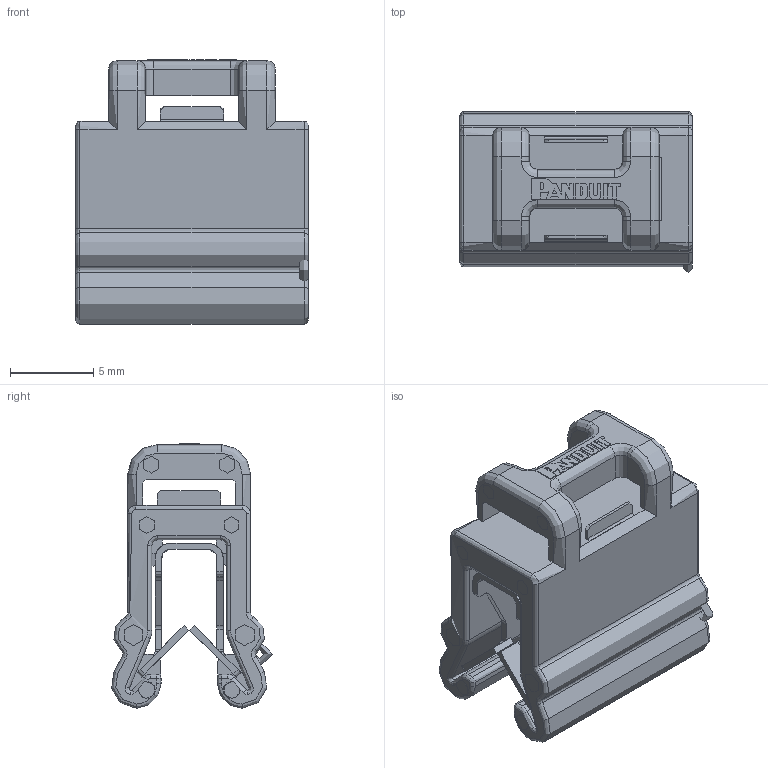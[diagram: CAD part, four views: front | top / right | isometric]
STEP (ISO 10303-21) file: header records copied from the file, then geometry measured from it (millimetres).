
FILE_DESCRIPTION (( 'STEP AP203' ), '1' );
FILE_NAME ('CME12 Customer.STEP', '2021-11-15T19:01:37', ( '' ), ( '' ), 'SwSTEP 2.0', 'SolidWorks 2018', '' );
FILE_SCHEMA (( 'CONFIG_CONTROL_DESIGN' ));
Length unit declared in the file: inch
Products named in the file (1): CME12 Customer
Bounding box: 13.97 x 9.67 x 15.89 mm (x, y, z)
Volume: 0.7 mm3
Topology: 5 solids, 8 shells, 471 faces, 1240 edges, 782 vertices
Faces by surface type: plane 209, cylinder 194, torus 52, bspline 12, sphere 4
Entity records: 15140 total; most frequent: CARTESIAN_POINT 3204, DIRECTION 2563, ORIENTED_EDGE 2470, EDGE_CURVE 1235, AXIS2_PLACEMENT_3D 908, VERTEX_POINT 782, LINE 745, VECTOR 745
